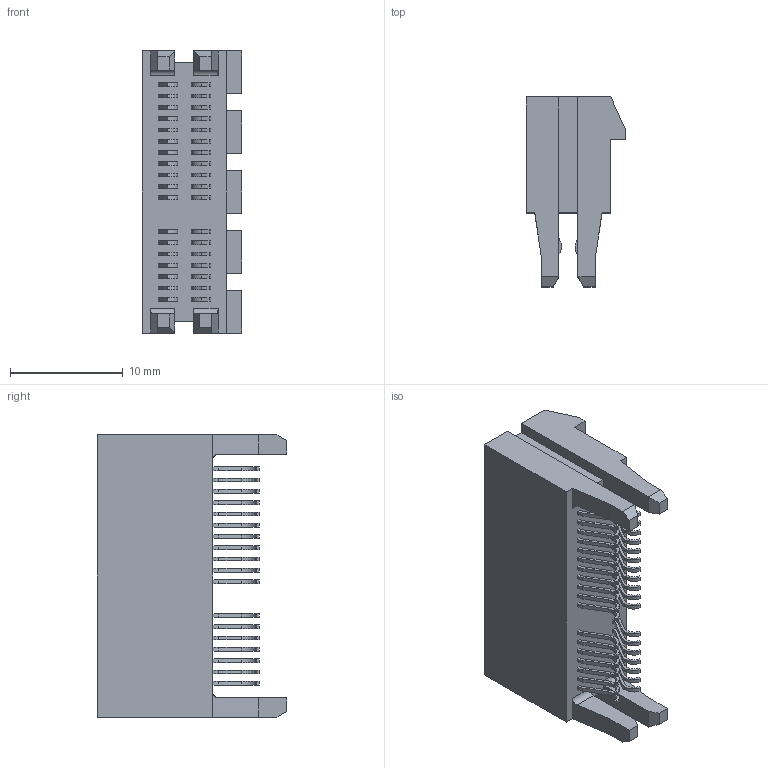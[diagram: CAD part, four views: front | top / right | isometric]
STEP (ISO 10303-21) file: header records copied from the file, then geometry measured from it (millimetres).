
FILE_DESCRIPTION (( 'STEP AP214' ), '1' );
FILE_NAME ('KPCIEX-SM2-36BK_rB8.STEP', '2016-07-21T20:26:10', ( '' ), ( '' ), 'SwSTEP 2.0', 'SolidWorks 2014', '' );
FILE_SCHEMA (( 'AUTOMOTIVE_DESIGN' ));
Length unit declared in the file: millimetre
Products named in the file (1): KPCIEX-SM2-36BK_rB8
Bounding box: 8.85 x 16.8 x 25 mm (x, y, z)
Volume: 1727.5 mm3; surface area: 1873.7 mm2
Topology: 1 solids, 1 shells, 468 faces, 1244 edges, 816 vertices
Faces by surface type: plane 284, cylinder 184
Entity records: 15754 total; most frequent: DIRECTION 2542, CARTESIAN_POINT 2541, ORIENTED_EDGE 2488, EDGE_CURVE 1244, VECTOR 876, LINE 876, AXIS2_PLACEMENT_3D 833, VERTEX_POINT 816
